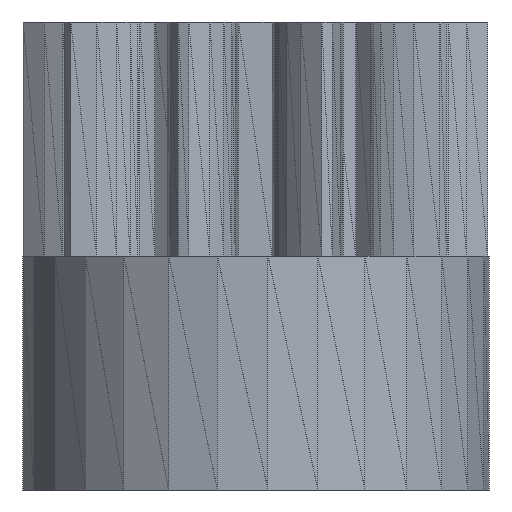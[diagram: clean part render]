
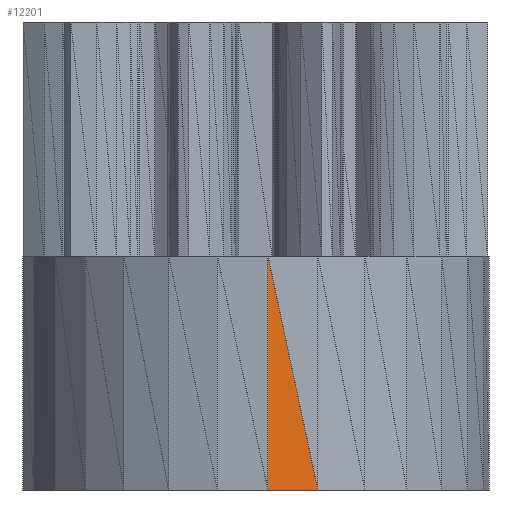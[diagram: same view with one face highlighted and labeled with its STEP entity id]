
A CAD part, front view. The second image highlights one B-rep face of the part: STEP entity #12201.
In plain terms, the highlighted planar face has unit normal (0.162, -0.987, 0).
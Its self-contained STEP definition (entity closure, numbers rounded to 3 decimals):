
#5985 = VERTEX_POINT('',#5986);
#5986 = CARTESIAN_POINT('',(15.487,51.013,9.));
#6024 = PLANE('',#6025);
#6025 = AXIS2_PLACEMENT_3D('',#6026,#6027,#6028);
#6026 = CARTESIAN_POINT('',(16.876,51.241,
    4.935));
#6027 = DIRECTION('',(0.162,-0.987,
    0.));
#6028 = DIRECTION('',(-0.987,-0.162,0.));
#10145 = VERTEX_POINT('',#10146);
#10146 = CARTESIAN_POINT('',(17.408,51.328,0.));
#10185 = PLANE('',#10186);
#10186 = AXIS2_PLACEMENT_3D('',#10187,#10188,#10189);
#10187 = CARTESIAN_POINT('',(6.053,60.973,0.));
#10188 = DIRECTION('',(0.,0.,1.));
#10189 = DIRECTION('',(1.,0.,0.));
#10200 = EDGE_CURVE('',#10145,#10201,#10203,.T.);
#10201 = VERTEX_POINT('',#10202);
#10202 = CARTESIAN_POINT('',(15.487,51.013,0.));
#10203 = SURFACE_CURVE('',#10204,(#10208,#10215),.PCURVE_S1.);
#10204 = LINE('',#10205,#10206);
#10205 = CARTESIAN_POINT('',(17.408,51.328,0.));
#10206 = VECTOR('',#10207,1.);
#10207 = DIRECTION('',(-0.987,-0.162,0.));
#10208 = PCURVE('',#10185,#10209);
#10209 = DEFINITIONAL_REPRESENTATION('',(#10210),#10214);
#10210 = LINE('',#10211,#10212);
#10211 = CARTESIAN_POINT('',(11.355,-9.645));
#10212 = VECTOR('',#10213,1.);
#10213 = DIRECTION('',(-0.987,-0.162));
#10214 = ( GEOMETRIC_REPRESENTATION_CONTEXT(2) 
PARAMETRIC_REPRESENTATION_CONTEXT() REPRESENTATION_CONTEXT('2D SPACE',''
  ) );
#10215 = PCURVE('',#10216,#10221);
#10216 = PLANE('',#10217);
#10217 = AXIS2_PLACEMENT_3D('',#10218,#10219,#10220);
#10218 = CARTESIAN_POINT('',(16.019,51.1,
    4.065));
#10219 = DIRECTION('',(-0.162,0.987,
    0.));
#10220 = DIRECTION('',(0.987,0.162,0.));
#10221 = DEFINITIONAL_REPRESENTATION('',(#10222),#10225);
#10222 = B_SPLINE_CURVE_WITH_KNOTS('',1,(#10223,#10224),.UNSPECIFIED.,
  .F.,.F.,(2,2),(0.,1.946),.PIECEWISE_BEZIER_KNOTS.);
#10223 = CARTESIAN_POINT('',(1.408,4.065));
#10224 = CARTESIAN_POINT('',(-0.539,4.065));
#10225 = ( GEOMETRIC_REPRESENTATION_CONTEXT(2) 
PARAMETRIC_REPRESENTATION_CONTEXT() REPRESENTATION_CONTEXT('2D SPACE',''
  ) );
#12145 = PLANE('',#12146);
#12146 = AXIS2_PLACEMENT_3D('',#12147,#12148,#12149);
#12147 = CARTESIAN_POINT('',(15.487,51.013,0.));
#12148 = DIRECTION('',(0.054,0.999,0.));
#12149 = DIRECTION('',(0.999,-0.054,0.));
#12161 = EDGE_CURVE('',#10201,#5985,#12162,.T.);
#12162 = SURFACE_CURVE('',#12163,(#12167,#12174),.PCURVE_S1.);
#12163 = LINE('',#12164,#12165);
#12164 = CARTESIAN_POINT('',(15.487,51.013,0.));
#12165 = VECTOR('',#12166,1.);
#12166 = DIRECTION('',(0.,0.,1.));
#12167 = PCURVE('',#12145,#12168);
#12168 = DEFINITIONAL_REPRESENTATION('',(#12169),#12173);
#12169 = LINE('',#12170,#12171);
#12170 = CARTESIAN_POINT('',(0.,0.));
#12171 = VECTOR('',#12172,1.);
#12172 = DIRECTION('',(0.,-1.));
#12173 = ( GEOMETRIC_REPRESENTATION_CONTEXT(2) 
PARAMETRIC_REPRESENTATION_CONTEXT() REPRESENTATION_CONTEXT('2D SPACE',''
  ) );
#12174 = PCURVE('',#10216,#12175);
#12175 = DEFINITIONAL_REPRESENTATION('',(#12176),#12179);
#12176 = B_SPLINE_CURVE_WITH_KNOTS('',1,(#12177,#12178),.UNSPECIFIED.,
  .F.,.F.,(2,2),(0.,9.),.PIECEWISE_BEZIER_KNOTS.);
#12177 = CARTESIAN_POINT('',(-0.539,4.065));
#12178 = CARTESIAN_POINT('',(-0.539,-4.935));
#12179 = ( GEOMETRIC_REPRESENTATION_CONTEXT(2) 
PARAMETRIC_REPRESENTATION_CONTEXT() REPRESENTATION_CONTEXT('2D SPACE',''
  ) );
#12201 = ADVANCED_FACE('',(#12202),#10216,.F.);
#12202 = FACE_BOUND('',#12203,.T.);
#12203 = EDGE_LOOP('',(#12204,#12205,#12225));
#12204 = ORIENTED_EDGE('',*,*,#10200,.F.);
#12205 = ORIENTED_EDGE('',*,*,#12206,.F.);
#12206 = EDGE_CURVE('',#5985,#10145,#12207,.T.);
#12207 = SURFACE_CURVE('',#12208,(#12212,#12218),.PCURVE_S1.);
#12208 = LINE('',#12209,#12210);
#12209 = CARTESIAN_POINT('',(15.487,51.013,9.));
#12210 = VECTOR('',#12211,1.);
#12211 = DIRECTION('',(0.209,0.034,
    -0.977));
#12212 = PCURVE('',#10216,#12213);
#12213 = DEFINITIONAL_REPRESENTATION('',(#12214),#12217);
#12214 = B_SPLINE_CURVE_WITH_KNOTS('',1,(#12215,#12216),.UNSPECIFIED.,
  .F.,.F.,(2,2),(0.,9.208),.PIECEWISE_BEZIER_KNOTS.);
#12215 = CARTESIAN_POINT('',(-0.539,-4.935));
#12216 = CARTESIAN_POINT('',(1.408,4.065));
#12217 = ( GEOMETRIC_REPRESENTATION_CONTEXT(2) 
PARAMETRIC_REPRESENTATION_CONTEXT() REPRESENTATION_CONTEXT('2D SPACE',''
  ) );
#12218 = PCURVE('',#6024,#12219);
#12219 = DEFINITIONAL_REPRESENTATION('',(#12220),#12224);
#12220 = LINE('',#12221,#12222);
#12221 = CARTESIAN_POINT('',(1.408,-4.065));
#12222 = VECTOR('',#12223,1.);
#12223 = DIRECTION('',(-0.211,0.977));
#12224 = ( GEOMETRIC_REPRESENTATION_CONTEXT(2) 
PARAMETRIC_REPRESENTATION_CONTEXT() REPRESENTATION_CONTEXT('2D SPACE',''
  ) );
#12225 = ORIENTED_EDGE('',*,*,#12161,.F.);
